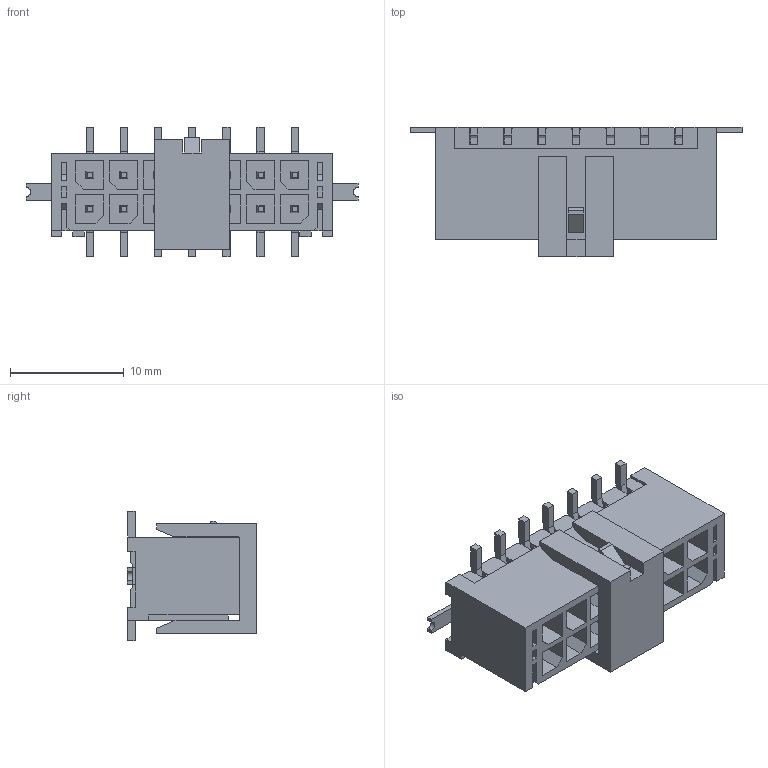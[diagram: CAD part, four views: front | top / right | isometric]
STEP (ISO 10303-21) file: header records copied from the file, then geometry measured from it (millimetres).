
FILE_DESCRIPTION(/* description */ ('Unknown'),/* implementation_level */ '2;1');
FILE_NAME(/* name */ '662314231822',/* time_stamp */ '2020-02-03T08:53:47+01:00',/* author */ ('Unknown'),/* organization */ ('Unknown'),/* preprocessor_version */ 'ST-DEVELOPER v16.7',/* originating_system */ 'DEX',/* authorisation */ $);
FILE_SCHEMA (('AUTOMOTIVE_DESIGN {1 0 10303 214 3 1 1}'));
Length unit declared in the file: millimetre
Products named in the file (5): 6623xx231822; 662014231822; 6620xx231822_MASS; 6620xx231822_Cap1; 6620xx231822_PIN
Assembly tree (18 placements, depth 2):
  6623xx231822
    662014231822
    6620xx231822_MASS  x2
    6620xx231822_Cap1
    6620xx231822_PIN  x14
Bounding box: 29.2 x 11.4 x 11.4 mm (x, y, z)
Volume: 1142.7 mm3; surface area: 3247.9 mm2
Topology: 18 solids, 18 shells, 734 faces, 2054 edges, 1350 vertices
Faces by surface type: plane 699, cylinder 35
Entity records: 13522 total; most frequent: CARTESIAN_POINT 2403, ORIENTED_EDGE 2382, DIRECTION 2095, EDGE_CURVE 1191, LINE 1127, VECTOR 1127, VERTEX_POINT 792, AXIS2_PLACEMENT_3D 484
